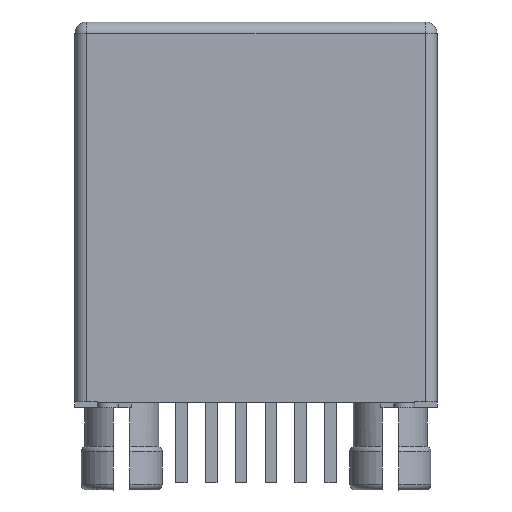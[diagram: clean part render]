
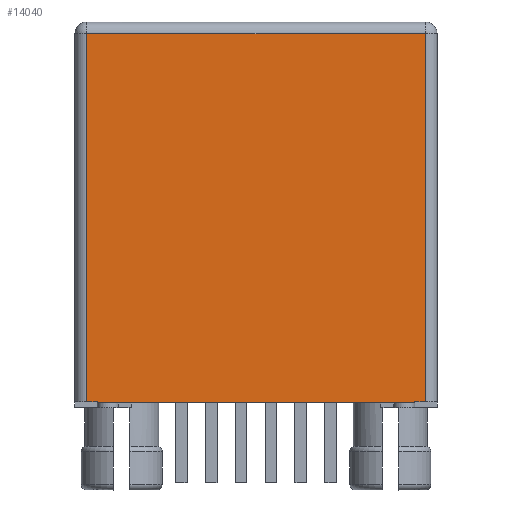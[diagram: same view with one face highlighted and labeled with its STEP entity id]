
A CAD part, front view. The second image highlights one B-rep face of the part: STEP entity #14040.
In plain terms, the highlighted face is planar.
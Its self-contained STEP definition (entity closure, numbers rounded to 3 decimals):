
#472=PLANE('',#14974);
#1596=LINE('',#20921,#3172);
#1600=LINE('',#20929,#3176);
#1630=LINE('',#21065,#3206);
#1921=LINE('',#21735,#3497);
#1927=LINE('',#21750,#3503);
#1931=LINE('',#21763,#3507);
#1959=LINE('',#21834,#3535);
#1960=LINE('',#21836,#3536);
#3172=VECTOR('',#17334,1000.);
#3176=VECTOR('',#17340,1000.);
#3206=VECTOR('',#17430,1000.);
#3497=VECTOR('',#17935,1000.);
#3503=VECTOR('',#17953,1000.);
#3507=VECTOR('',#17969,1000.);
#3535=VECTOR('',#18037,1000.);
#3536=VECTOR('',#18038,1000.);
#6674=ORIENTED_EDGE('',*,*,#8623,.F.);
#6675=ORIENTED_EDGE('',*,*,#8678,.F.);
#6676=ORIENTED_EDGE('',*,*,#8619,.F.);
#6677=ORIENTED_EDGE('',*,*,#9019,.F.);
#6678=ORIENTED_EDGE('',*,*,#9012,.F.);
#6679=ORIENTED_EDGE('',*,*,#9003,.F.);
#6680=ORIENTED_EDGE('',*,*,#9056,.T.);
#6681=ORIENTED_EDGE('',*,*,#9057,.T.);
#8619=EDGE_CURVE('',#10069,#10070,#1596,.T.);
#8623=EDGE_CURVE('',#10072,#10073,#1600,.T.);
#8678=EDGE_CURVE('',#10070,#10072,#1630,.T.);
#9003=EDGE_CURVE('',#10364,#10365,#1921,.T.);
#9012=EDGE_CURVE('',#10365,#10368,#1927,.T.);
#9019=EDGE_CURVE('',#10368,#10069,#1931,.T.);
#9056=EDGE_CURVE('',#10364,#10394,#1959,.T.);
#9057=EDGE_CURVE('',#10394,#10073,#1960,.T.);
#10069=VERTEX_POINT('',#20920);
#10070=VERTEX_POINT('',#20922);
#10072=VERTEX_POINT('',#20928);
#10073=VERTEX_POINT('',#20930);
#10364=VERTEX_POINT('',#21734);
#10365=VERTEX_POINT('',#21736);
#10368=VERTEX_POINT('',#21751);
#10394=VERTEX_POINT('',#21835);
#11270=EDGE_LOOP('',(#6674,#6675,#6676,#6677,#6678,#6679,#6680,#6681));
#11954=FACE_BOUND('',#11270,.T.);
#14040=ADVANCED_FACE('',(#11954),#472,.F.);
#14974=AXIS2_PLACEMENT_3D('',#21833,#18035,#18036);
#17334=DIRECTION('',(0.,-1.,0.));
#17340=DIRECTION('',(0.,-1.,0.));
#17430=DIRECTION('',(-1.,0.,0.));
#17935=DIRECTION('',(1.,0.,0.));
#17953=DIRECTION('',(0.,1.,0.));
#17969=DIRECTION('',(-1.,0.,0.));
#18035=DIRECTION('',(0.,0.,1.));
#18036=DIRECTION('',(1.,0.,0.));
#18037=DIRECTION('',(0.,1.,0.));
#18038=DIRECTION('',(-1.,0.,0.));
#20920=CARTESIAN_POINT('',(-7.95,7.2,-8.1));
#20921=CARTESIAN_POINT('',(-7.95,7.7,-8.1));
#20922=CARTESIAN_POINT('',(-7.95,6.75,-8.1));
#20928=CARTESIAN_POINT('',(-8.,6.75,-8.1));
#20929=CARTESIAN_POINT('',(-8.,7.7,-8.1));
#20930=CARTESIAN_POINT('',(-8.,-6.75,-8.1));
#21065=CARTESIAN_POINT('',(-7.95,6.75,-8.1));
#21734=CARTESIAN_POINT('',(-7.95,-7.2,-8.1));
#21735=CARTESIAN_POINT('',(-8.2,-7.2,-8.1));
#21736=CARTESIAN_POINT('',(7.7,-7.2,-8.1));
#21750=CARTESIAN_POINT('',(7.7,-7.7,-8.1));
#21751=CARTESIAN_POINT('',(7.7,7.2,-8.1));
#21763=CARTESIAN_POINT('',(-8.2,7.2,-8.1));
#21833=CARTESIAN_POINT('',(-8.2,-7.7,-8.1));
#21834=CARTESIAN_POINT('',(-7.95,-7.7,-8.1));
#21835=CARTESIAN_POINT('',(-7.95,-6.75,-8.1));
#21836=CARTESIAN_POINT('',(-7.95,-6.75,-8.1));
